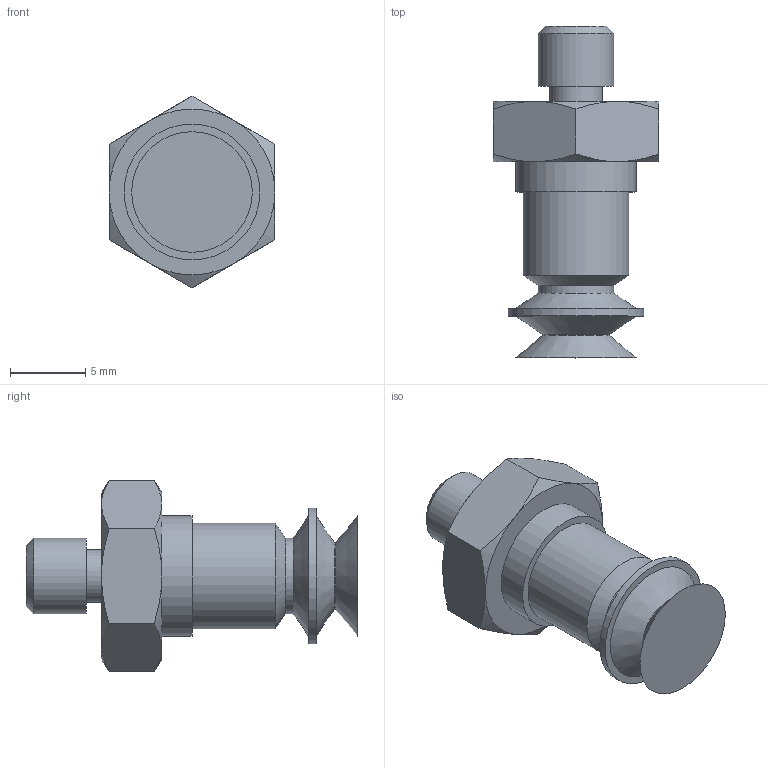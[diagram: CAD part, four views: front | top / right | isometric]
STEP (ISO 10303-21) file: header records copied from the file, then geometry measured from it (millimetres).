
FILE_DESCRIPTION(/* description */ (''),/* implementation_level */ '2;1');
FILE_NAME(/* name */ 'vf8nit_rac2rrm5.stp',/* time_stamp */ '2020-07-20T16:36:04+02:00',/* author */ ('enginyeria'),/* organization */ (''),/* preprocessor_version */ 'ST-DEVELOPER v17',/* originating_system */ 'Autodesk Inventor 2019',/* authorisation */ '');
FILE_SCHEMA (('CONFIG_CONTROL_DESIGN'));
Length unit declared in the file: millimetre
Products named in the file (1): 3D_vf8+rac2rrm5
Bounding box: 11 x 22 x 12.7 mm (x, y, z)
Volume: 983.3 mm3; surface area: 850 mm2
Topology: 1 solids, 1 shells, 41 faces, 94 edges, 61 vertices
Faces by surface type: cone 19, plane 14, cylinder 8
Full cylindrical faces by diameter (mm): 1.8 x1, 3.5 x1, 4.378 x1, 5 x2, 7 x1, 8 x1, 9 x1
Entity records: 1238 total; most frequent: CARTESIAN_POINT 244, DIRECTION 201, ORIENTED_EDGE 186, EDGE_CURVE 93, AXIS2_PLACEMENT_3D 90, VERTEX_POINT 61, EDGE_LOOP 48, CIRCLE 48
